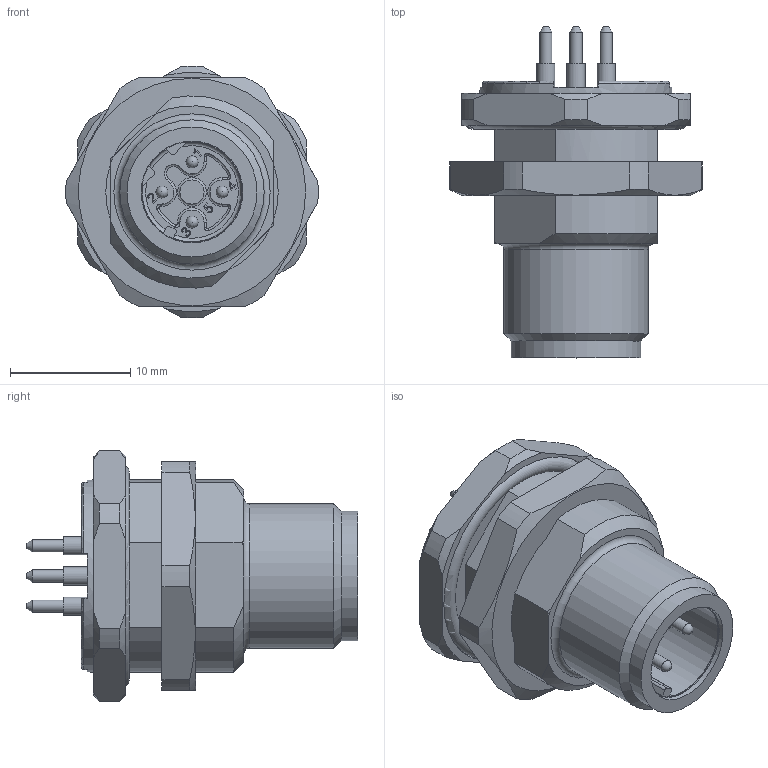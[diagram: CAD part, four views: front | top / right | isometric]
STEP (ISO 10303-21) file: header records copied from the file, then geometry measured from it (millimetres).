
FILE_DESCRIPTION(/* description */ (''),/* implementation_level */ '2;1');
FILE_NAME(/* name */ 'IE-FHM12SUD4-P_M16.stp',/* time_stamp */ '2016-11-17T09:21:50+01:00',/* author */ (''),/* organization */ (''),/* preprocessor_version */ 'ST-DEVELOPER v16',/* originating_system */ 'SIEMENS PLM Software NX 10.0',/* authorisation */ '');
FILE_SCHEMA (('AUTOMOTIVE_DESIGN { 1 0 10303 214 3 1 1 1 }'));
Length unit declared in the file: millimetre
Products named in the file (1): IE-FHM12SUD4-P_M16
Bounding box: 20.99 x 27.6 x 20.89 mm (x, y, z)
Volume: 3633.2 mm3; surface area: 2490.2 mm2
Topology: 1 solids, 1 shells, 261 faces, 707 edges, 463 vertices
Faces by surface type: plane 103, cylinder 70, extrusion 32, cone 24, torus 22, bspline 6, sphere 4
Full cylindrical faces by diameter (mm): 1 x8, 1.5 x4, 2 x1, 8.4 x1, 10.8 x1, 12 x1, 16 x1
Entity records: 8683 total; most frequent: CARTESIAN_POINT 2402, ORIENTED_EDGE 1314, DIRECTION 1215, EDGE_CURVE 657, VERTEX_POINT 445, AXIS2_PLACEMENT_3D 430, VECTOR 355, LINE 323
